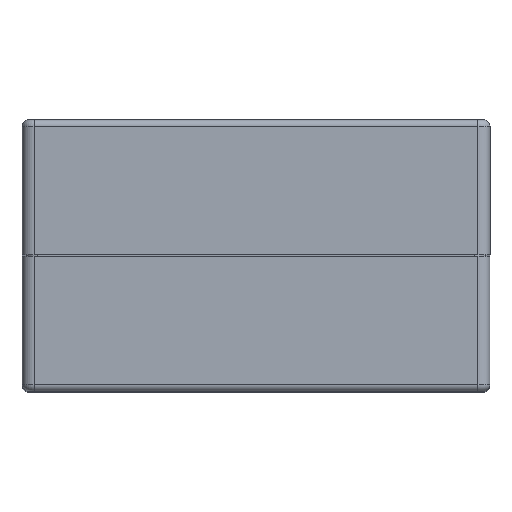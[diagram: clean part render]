
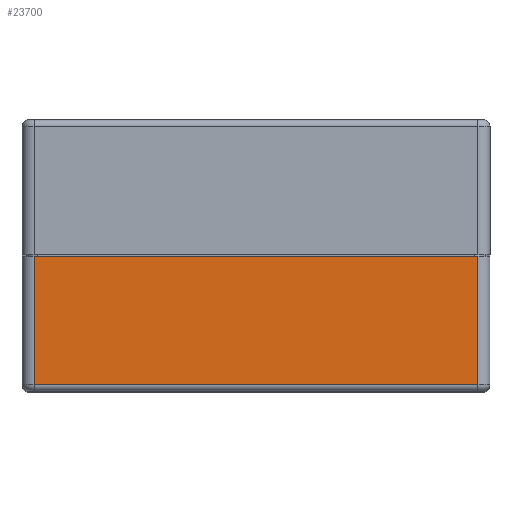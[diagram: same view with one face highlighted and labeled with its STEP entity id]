
A CAD part, top view. The second image highlights one B-rep face of the part: STEP entity #23700.
In plain terms, the highlighted planar face has unit normal (0, 0, 1).
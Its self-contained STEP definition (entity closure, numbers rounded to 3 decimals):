
#835 = ORIENTED_EDGE ( 'NONE', *, *, #38415, .T. ) ;
#1055 = DIRECTION ( 'NONE',  ( -1., 0., 0. ) ) ;
#1923 = DIRECTION ( 'NONE',  ( 1., 0., 0. ) ) ;
#4904 = ORIENTED_EDGE ( 'NONE', *, *, #38426, .T. ) ;
#6653 = CARTESIAN_POINT ( 'NONE',  ( 1.8, 1., -1.5 ) ) ;
#7097 = FACE_OUTER_BOUND ( 'NONE', #7776, .T. ) ;
#7443 = DIRECTION ( 'NONE',  ( 1., 0., 0. ) ) ;
#7484 = EDGE_CURVE ( 'NONE', #12677, #36062, #23750, .T. ) ;
#7776 = EDGE_LOOP ( 'NONE', ( #835, #4904, #36074, #15621 ) ) ;
#12274 = VERTEX_POINT ( 'NONE', #24923 ) ;
#12677 = VERTEX_POINT ( 'NONE', #14575 ) ;
#13747 = PLANE ( 'NONE',  #27997 ) ;
#14575 = CARTESIAN_POINT ( 'NONE',  ( 1.8, 20.2, -1.5 ) ) ;
#14814 = LINE ( 'NONE', #18243, #36315 ) ;
#15621 = ORIENTED_EDGE ( 'NONE', *, *, #7484, .F. ) ;
#16009 = LINE ( 'NONE', #32771, #30150 ) ;
#18243 = CARTESIAN_POINT ( 'NONE',  ( 0., 1., -1.5 ) ) ;
#21267 = LINE ( 'NONE', #34582, #33642 ) ;
#22761 = VERTEX_POINT ( 'NONE', #6653 ) ;
#23409 = CARTESIAN_POINT ( 'NONE',  ( 0., 20.2, -1.5 ) ) ;
#23700 = ADVANCED_FACE ( 'NONE', ( #7097 ), #13747, .F. ) ;
#23750 = LINE ( 'NONE', #34060, #39834 ) ;
#24923 = CARTESIAN_POINT ( 'NONE',  ( 68.2, 1., -1.5 ) ) ;
#25465 = DIRECTION ( 'NONE',  ( 0., -1., 0. ) ) ;
#27997 = AXIS2_PLACEMENT_3D ( 'NONE', #23409, #36514, #1055 ) ;
#28956 = CARTESIAN_POINT ( 'NONE',  ( 68.2, 20.2, -1.5 ) ) ;
#30150 = VECTOR ( 'NONE', #25465, 1000. ) ;
#32771 = CARTESIAN_POINT ( 'NONE',  ( 68.2, 20.2, -1.5 ) ) ;
#33642 = VECTOR ( 'NONE', #34364, 1000. ) ;
#34060 = CARTESIAN_POINT ( 'NONE',  ( 0., 20.2, -1.5 ) ) ;
#34364 = DIRECTION ( 'NONE',  ( 0., -1., 0. ) ) ;
#34582 = CARTESIAN_POINT ( 'NONE',  ( 1.8, 20.2, -1.5 ) ) ;
#36062 = VERTEX_POINT ( 'NONE', #28956 ) ;
#36074 = ORIENTED_EDGE ( 'NONE', *, *, #36160, .F. ) ;
#36160 = EDGE_CURVE ( 'NONE', #36062, #12274, #16009, .T. ) ;
#36315 = VECTOR ( 'NONE', #1923, 1000. ) ;
#36514 = DIRECTION ( 'NONE',  ( 0., 0., -1. ) ) ;
#38415 = EDGE_CURVE ( 'NONE', #12677, #22761, #21267, .T. ) ;
#38426 = EDGE_CURVE ( 'NONE', #22761, #12274, #14814, .T. ) ;
#39834 = VECTOR ( 'NONE', #7443, 1000. ) ;
